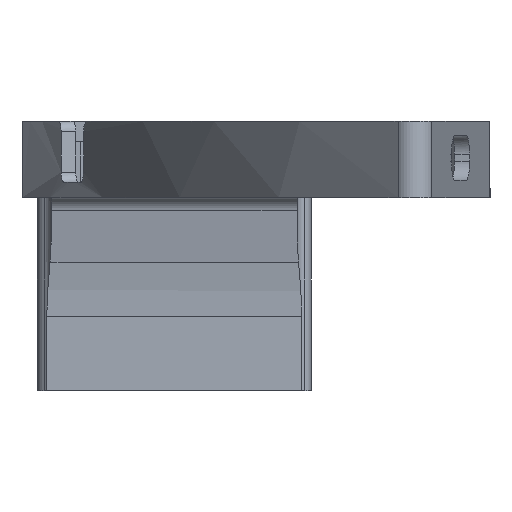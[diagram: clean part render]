
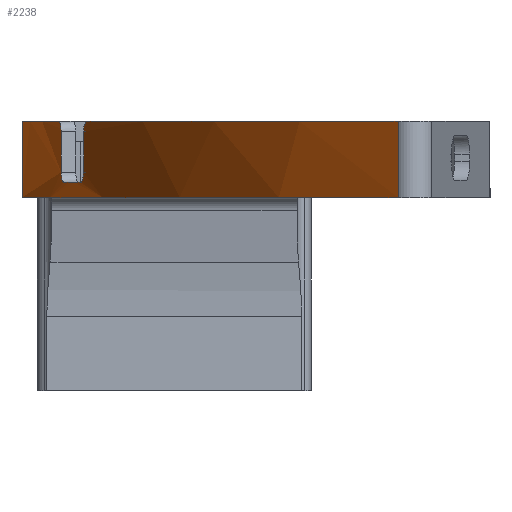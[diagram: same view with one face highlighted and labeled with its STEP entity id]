
A CAD part, left-side view. The second image highlights one B-rep face of the part: STEP entity #2238.
In plain terms, the highlighted cylindrical face has radius 116.43 mm (diameter 232.86 mm), a partial arc.
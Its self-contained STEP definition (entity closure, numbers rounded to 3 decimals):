
#25=B_SPLINE_CURVE_WITH_KNOTS('',3,(#3407,#3408,#3409,#3410,#3411,#3412,
#3413,#3414,#3415,#3416),.UNSPECIFIED.,.F.,.F.,(4,2,2,2,4),(0.603,
0.64,0.678,0.716,0.753),
 .UNSPECIFIED.);
#27=B_SPLINE_CURVE_WITH_KNOTS('',3,(#3478,#3479,#3480,#3481,#3482,#3483,
#3484,#3485,#3486,#3487),.UNSPECIFIED.,.F.,.F.,(4,2,2,2,4),(0.151,
0.188,0.226,0.264,0.301),
 .UNSPECIFIED.);
#28=B_SPLINE_CURVE_WITH_KNOTS('',3,(#3491,#3492,#3493,#3494,#3495,#3496,
#3497,#3498,#3499,#3500),.UNSPECIFIED.,.F.,.F.,(4,2,2,2,4),(0.301,
0.339,0.377,0.414,0.452),
 .UNSPECIFIED.);
#29=B_SPLINE_CURVE_WITH_KNOTS('',3,(#3503,#3504,#3505,#3506,#3507,#3508,
#3509,#3510,#3511,#3512),.UNSPECIFIED.,.F.,.F.,(4,2,2,2,4),(0.452,
0.49,0.527,0.565,0.603),
 .UNSPECIFIED.);
#88=CIRCLE('',#2400,116.43);
#94=CIRCLE('',#2406,116.43);
#101=CIRCLE('',#2414,116.43);
#102=CIRCLE('',#2415,116.43);
#180=CYLINDRICAL_SURFACE('',#2413,116.43);
#245=FACE_OUTER_BOUND('',#370,.T.);
#370=EDGE_LOOP('',(#1594,#1595,#1596,#1597,#1598,#1599,#1600,#1601,#1602,
#1603,#1604,#1605));
#542=LINE('',#3476,#753);
#543=LINE('',#3502,#754);
#544=LINE('',#3514,#755);
#545=LINE('',#3517,#756);
#753=VECTOR('',#2750,10.);
#754=VECTOR('',#2753,10.);
#755=VECTOR('',#2754,10.);
#756=VECTOR('',#2757,10.);
#963=VERTEX_POINT('',#3405);
#964=VERTEX_POINT('',#3406);
#967=VERTEX_POINT('',#3432);
#976=VERTEX_POINT('',#3450);
#977=VERTEX_POINT('',#3452);
#987=VERTEX_POINT('',#3475);
#988=VERTEX_POINT('',#3477);
#989=VERTEX_POINT('',#3488);
#990=VERTEX_POINT('',#3490);
#991=VERTEX_POINT('',#3501);
#992=VERTEX_POINT('',#3513);
#993=VERTEX_POINT('',#3515);
#1205=EDGE_CURVE('',#963,#964,#25,.T.);
#1209=EDGE_CURVE('',#964,#967,#88,.T.);
#1219=EDGE_CURVE('',#976,#977,#94,.T.);
#1231=EDGE_CURVE('',#963,#987,#542,.T.);
#1232=EDGE_CURVE('',#988,#987,#27,.T.);
#1233=EDGE_CURVE('',#988,#989,#101,.T.);
#1234=EDGE_CURVE('',#990,#989,#28,.T.);
#1235=EDGE_CURVE('',#990,#991,#543,.T.);
#1236=EDGE_CURVE('',#977,#991,#29,.T.);
#1237=EDGE_CURVE('',#976,#992,#544,.T.);
#1238=EDGE_CURVE('',#993,#992,#102,.T.);
#1239=EDGE_CURVE('',#967,#993,#545,.T.);
#1594=ORIENTED_EDGE('',*,*,#1205,.F.);
#1595=ORIENTED_EDGE('',*,*,#1231,.T.);
#1596=ORIENTED_EDGE('',*,*,#1232,.F.);
#1597=ORIENTED_EDGE('',*,*,#1233,.T.);
#1598=ORIENTED_EDGE('',*,*,#1234,.F.);
#1599=ORIENTED_EDGE('',*,*,#1235,.T.);
#1600=ORIENTED_EDGE('',*,*,#1236,.F.);
#1601=ORIENTED_EDGE('',*,*,#1219,.F.);
#1602=ORIENTED_EDGE('',*,*,#1237,.T.);
#1603=ORIENTED_EDGE('',*,*,#1238,.F.);
#1604=ORIENTED_EDGE('',*,*,#1239,.F.);
#1605=ORIENTED_EDGE('',*,*,#1209,.F.);
#2238=ADVANCED_FACE('',(#245),#180,.T.);
#2400=AXIS2_PLACEMENT_3D('',#3433,#2713,#2714);
#2406=AXIS2_PLACEMENT_3D('',#3453,#2729,#2730);
#2413=AXIS2_PLACEMENT_3D('',#3474,#2748,#2749);
#2414=AXIS2_PLACEMENT_3D('',#3489,#2751,#2752);
#2415=AXIS2_PLACEMENT_3D('',#3516,#2755,#2756);
#2713=DIRECTION('center_axis',(0.,0.,1.));
#2714=DIRECTION('ref_axis',(-0.086,0.996,0.));
#2729=DIRECTION('center_axis',(0.,0.,1.));
#2730=DIRECTION('ref_axis',(-0.086,0.996,0.));
#2748=DIRECTION('center_axis',(0.,0.,-1.));
#2749=DIRECTION('ref_axis',(-0.086,0.996,0.));
#2750=DIRECTION('',(0.,0.,-1.));
#2751=DIRECTION('center_axis',(0.,0.,-1.));
#2752=DIRECTION('ref_axis',(-0.086,0.996,0.));
#2753=DIRECTION('',(0.,0.,1.));
#2754=DIRECTION('',(0.,0.,-1.));
#2755=DIRECTION('center_axis',(0.,0.,-1.));
#2756=DIRECTION('ref_axis',(-0.086,0.996,0.));
#2757=DIRECTION('',(0.,0.,-1.));
#3405=CARTESIAN_POINT('',(-28.34,-6.063,5.));
#3406=CARTESIAN_POINT('',(-29.283,-6.397,6.));
#3407=CARTESIAN_POINT('Ctrl Pts',(-28.34,-6.063,5.));
#3408=CARTESIAN_POINT('Ctrl Pts',(-28.34,-6.063,5.126));
#3409=CARTESIAN_POINT('Ctrl Pts',(-28.363,-6.072,5.259));
#3410=CARTESIAN_POINT('Ctrl Pts',(-28.46,-6.105,5.506));
#3411=CARTESIAN_POINT('Ctrl Pts',(-28.532,-6.131,5.618));
#3412=CARTESIAN_POINT('Ctrl Pts',(-28.7,-6.19,5.796));
#3413=CARTESIAN_POINT('Ctrl Pts',(-28.806,-6.227,5.873));
#3414=CARTESIAN_POINT('Ctrl Pts',(-29.038,-6.309,5.975));
#3415=CARTESIAN_POINT('Ctrl Pts',(-29.165,-6.354,6.));
#3416=CARTESIAN_POINT('Ctrl Pts',(-29.283,-6.397,6.));
#3432=CARTESIAN_POINT('',(-75.567,-37.042,6.));
#3433=CARTESIAN_POINT('Origin',(10.,-116.,6.));
#3450=CARTESIAN_POINT('',(0.,0.,6.));
#3452=CARTESIAN_POINT('',(-20.323,-3.588,6.));
#3453=CARTESIAN_POINT('Origin',(10.,-116.,6.));
#3474=CARTESIAN_POINT('Origin',(10.,-116.,0.));
#3475=CARTESIAN_POINT('',(-28.34,-6.063,1.));
#3476=CARTESIAN_POINT('',(-28.34,-6.063,0.));
#3477=CARTESIAN_POINT('',(-27.394,-5.738,0.));
#3478=CARTESIAN_POINT('Ctrl Pts',(-27.394,-5.738,0.));
#3479=CARTESIAN_POINT('Ctrl Pts',(-27.513,-5.778,0.));
#3480=CARTESIAN_POINT('Ctrl Pts',(-27.639,-5.822,0.025));
#3481=CARTESIAN_POINT('Ctrl Pts',(-27.873,-5.902,0.127));
#3482=CARTESIAN_POINT('Ctrl Pts',(-27.979,-5.938,0.204));
#3483=CARTESIAN_POINT('Ctrl Pts',(-28.147,-5.996,0.382));
#3484=CARTESIAN_POINT('Ctrl Pts',(-28.22,-6.022,0.494));
#3485=CARTESIAN_POINT('Ctrl Pts',(-28.316,-6.055,0.741));
#3486=CARTESIAN_POINT('Ctrl Pts',(-28.34,-6.063,0.874));
#3487=CARTESIAN_POINT('Ctrl Pts',(-28.34,-6.063,1.));
#3488=CARTESIAN_POINT('',(-22.249,-4.125,0.));
#3489=CARTESIAN_POINT('Origin',(10.,-116.,0.));
#3490=CARTESIAN_POINT('',(-21.287,-3.852,1.));
#3491=CARTESIAN_POINT('Ctrl Pts',(-21.287,-3.852,1.));
#3492=CARTESIAN_POINT('Ctrl Pts',(-21.287,-3.852,0.874));
#3493=CARTESIAN_POINT('Ctrl Pts',(-21.311,-3.859,0.741));
#3494=CARTESIAN_POINT('Ctrl Pts',(-21.41,-3.886,0.494));
#3495=CARTESIAN_POINT('Ctrl Pts',(-21.484,-3.907,0.382));
#3496=CARTESIAN_POINT('Ctrl Pts',(-21.655,-3.955,0.204));
#3497=CARTESIAN_POINT('Ctrl Pts',(-21.763,-3.986,0.127));
#3498=CARTESIAN_POINT('Ctrl Pts',(-22.,-4.053,0.025));
#3499=CARTESIAN_POINT('Ctrl Pts',(-22.129,-4.09,0.));
#3500=CARTESIAN_POINT('Ctrl Pts',(-22.249,-4.125,0.));
#3501=CARTESIAN_POINT('',(-21.287,-3.852,5.));
#3502=CARTESIAN_POINT('',(-21.287,-3.852,0.));
#3503=CARTESIAN_POINT('Ctrl Pts',(-20.323,-3.588,6.));
#3504=CARTESIAN_POINT('Ctrl Pts',(-20.444,-3.62,6.));
#3505=CARTESIAN_POINT('Ctrl Pts',(-20.573,-3.655,5.975));
#3506=CARTESIAN_POINT('Ctrl Pts',(-20.811,-3.72,5.873));
#3507=CARTESIAN_POINT('Ctrl Pts',(-20.919,-3.75,5.796));
#3508=CARTESIAN_POINT('Ctrl Pts',(-21.09,-3.798,5.618));
#3509=CARTESIAN_POINT('Ctrl Pts',(-21.165,-3.818,5.506));
#3510=CARTESIAN_POINT('Ctrl Pts',(-21.263,-3.845,5.259));
#3511=CARTESIAN_POINT('Ctrl Pts',(-21.287,-3.852,5.126));
#3512=CARTESIAN_POINT('Ctrl Pts',(-21.287,-3.852,5.));
#3513=CARTESIAN_POINT('',(0.,0.,-1.5));
#3514=CARTESIAN_POINT('',(0.,0.,0.));
#3515=CARTESIAN_POINT('',(-75.567,-37.042,-1.5));
#3516=CARTESIAN_POINT('Origin',(10.,-116.,-1.5));
#3517=CARTESIAN_POINT('',(-75.567,-37.042,0.));
